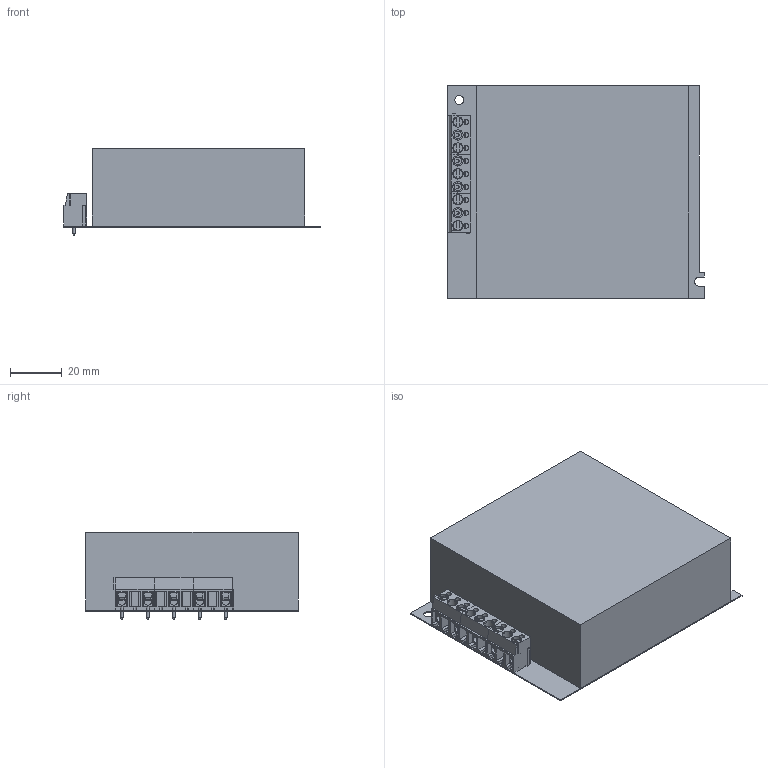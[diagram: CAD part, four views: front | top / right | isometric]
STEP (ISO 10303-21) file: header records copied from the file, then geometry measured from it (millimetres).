
FILE_DESCRIPTION(('Open CASCADE Model'),'2;1');
FILE_NAME('Open CASCADE Shape Model','2022-03-14T20:02:01',('Author'),( 'Open CASCADE'),'Open CASCADE STEP processor 6.8','Open CASCADE 6.8' ,'Unknown');
FILE_SCHEMA(('AUTOMOTIVE_DESIGN { 1 0 10303 214 1 1 1 1 }'));
Length unit declared in the file: millimetre
Products named in the file (13): PCB; Board; Open CASCADE STEP translator 6.8 1.1.1; Free-Models; STP_691101810005_(rev1); 6911018100xx; 691101710003_Insulator; 6911017100xx_Cage; 6911017100xx_Spring; 6911017100xx_Screw; 7150223120; Extruded
Assembly tree (20 placements, depth 5):
  PCB
    Board
      Open CASCADE STEP translator 6.8 1.1.1
    Free-Models
      STP_691101810005_(rev1)
        6911018100xx  x2
          691101710003_Insulator
          6911017100xx_Cage
          6911017100xx_Spring
          6911017100xx_Screw
        6911018100xx
          691101710003_Insulator
          6911017100xx_Cage
          6911017100xx_Spring
          6911017100xx_Screw
      7150223120
        Extruded
Bounding box: 99 x 82 x 33.7 mm (x, y, z)
Volume: 208141.2 mm3; surface area: 45617.6 mm2
Topology: 20 solids, 20 shells, 908 faces, 2294 edges, 1432 vertices
Faces by surface type: plane 603, cylinder 235, sphere 40, cone 15, torus 15
Full cylindrical faces by diameter (mm): 1 x5, 2.2 x5, 2.459 x5, 3 x19, 3.1 x5, 3.5 x1, 3.9 x5, 4 x9
Entity records: 8403 total; most frequent: CARTESIAN_POINT 1436, DIRECTION 1342, ORIENTED_EDGE 1304, EDGE_CURVE 652, LINE 458, VECTOR 458, AXIS2_PLACEMENT_3D 442, VERTEX_POINT 420
